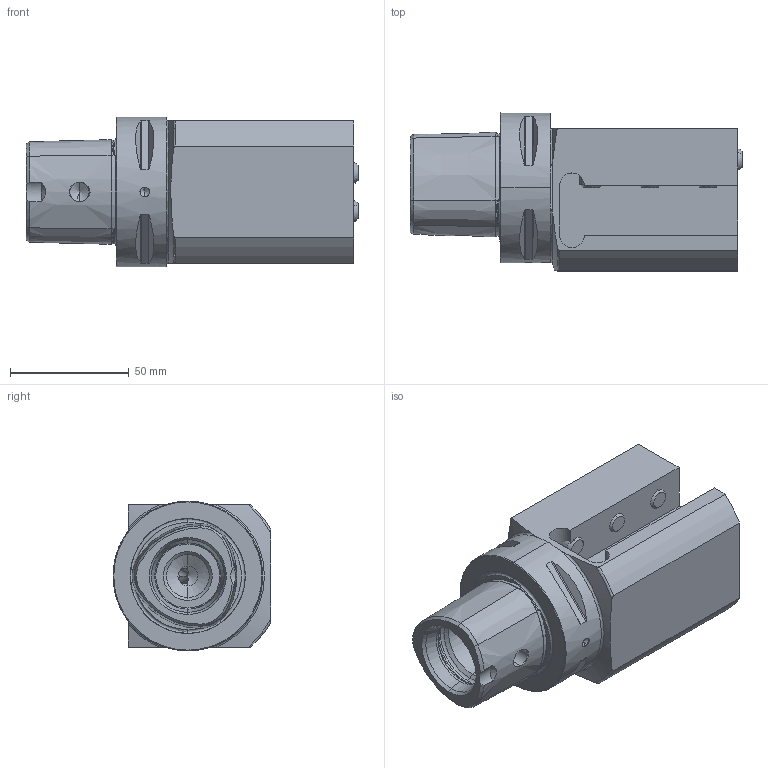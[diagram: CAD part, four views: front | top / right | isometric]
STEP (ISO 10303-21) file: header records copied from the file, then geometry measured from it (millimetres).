
FILE_DESCRIPTION (( 'STEP AP214' ), '1' );
FILE_NAME ('PS6.V20.R21.100.STEP', '2020-09-11T08:02:37', ( '' ), ( '' ), 'SwSTEP 2.0', 'SolidWorks 2017', '' );
FILE_SCHEMA (( 'AUTOMOTIVE_DESIGN' ));
Length unit declared in the file: millimetre
Products named in the file (6): KU1-U12.001.010_2; KU1-U12.001.010; KU1-U12.001.010_1; PS6-V20.R21.100_A; ISO 4026 - M10 x 25; PS6.V20.R21.100
Assembly tree (11 placements, depth 3):
  PS6.V20.R21.100
    PS6-V20.R21.100_A
    ISO 4026 - M10 x 25  x6
    KU1-U12.001.010  x2
      KU1-U12.001.010_1
      KU1-U12.001.010_2
Bounding box: 139.8 x 66.5 x 63 mm (x, y, z)
Volume: 301990.9 mm3; surface area: 59030.3 mm2
Topology: 11 solids, 11 shells, 306 faces, 758 edges, 468 vertices
Faces by surface type: plane 96, cone 85, cylinder 84, torus 33, sphere 8
Entity records: 7597 total; most frequent: CARTESIAN_POINT 2059, DIRECTION 1102, ORIENTED_EDGE 1064, EDGE_CURVE 532, AXIS2_PLACEMENT_3D 455, VERTEX_POINT 332, EDGE_LOOP 242, CIRCLE 226
